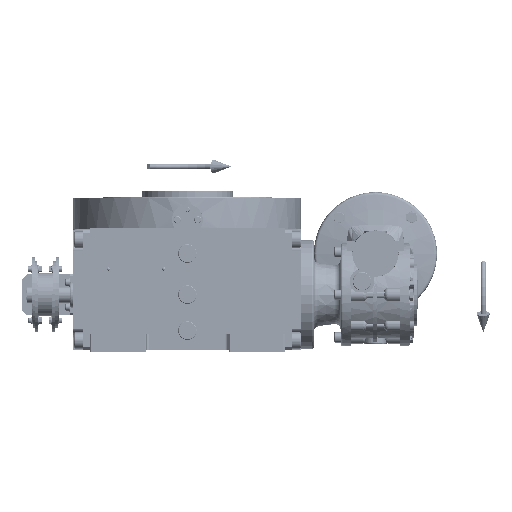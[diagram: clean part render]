
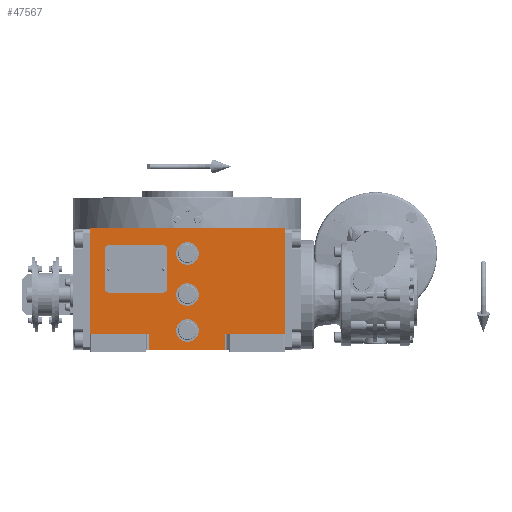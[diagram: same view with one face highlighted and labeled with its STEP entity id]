
A CAD part, top view. The second image highlights one B-rep face of the part: STEP entity #47567.
In plain terms, the highlighted planar face has unit normal (0, 0, 1).
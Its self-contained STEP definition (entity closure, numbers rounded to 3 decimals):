
#1156 = DIRECTION ( 'NONE',  ( 1., 0., 0. ) ) ;
#2475 = DIRECTION ( 'NONE',  ( 0., 0., 1. ) ) ;
#2989 = CARTESIAN_POINT ( 'NONE',  ( -37., -53.5, 163.5 ) ) ;
#5891 = VERTEX_POINT ( 'NONE', #26109 ) ;
#7243 = PLANE ( 'NONE',  #140017 ) ;
#11275 = CARTESIAN_POINT ( 'NONE',  ( 94.5, -38.5, 163.5 ) ) ;
#11772 = ORIENTED_EDGE ( 'NONE', *, *, #47959, .F. ) ;
#16175 = EDGE_CURVE ( 'NONE', #5891, #47855, #31557, .T. ) ;
#16740 = DIRECTION ( 'NONE',  ( 0., 0., 1. ) ) ;
#17864 = VERTEX_POINT ( 'NONE', #95724 ) ;
#18817 = EDGE_CURVE ( 'NONE', #33289, #144252, #143587, .T. ) ;
#20044 = AXIS2_PLACEMENT_3D ( 'NONE', #65269, #152484, #78994 ) ;
#20494 = EDGE_CURVE ( 'NONE', #45413, #17864, #105317, .T. ) ;
#23546 = EDGE_LOOP ( 'NONE', ( #84452, #59980, #153552, #112119, #41767, #121772, #93421, #36712 ) ) ;
#26109 = CARTESIAN_POINT ( 'NONE',  ( -94.5, -38.5, 163.5 ) ) ;
#26998 = ORIENTED_EDGE ( 'NONE', *, *, #20494, .F. ) ;
#27141 = DIRECTION ( 'NONE',  ( 1., 0., 0. ) ) ;
#30503 = CARTESIAN_POINT ( 'NONE',  ( 0., 0., 163.5 ) ) ;
#31557 = LINE ( 'NONE', #154252, #149805 ) ;
#32105 = CARTESIAN_POINT ( 'NONE',  ( -37., -38.5, 163.5 ) ) ;
#32188 = VECTOR ( 'NONE', #147710, 1000. ) ;
#32292 = FACE_OUTER_BOUND ( 'NONE', #23546, .T. ) ;
#33289 = VERTEX_POINT ( 'NONE', #116936 ) ;
#33513 = CIRCLE ( 'NONE', #123745, 11. ) ;
#34032 = CARTESIAN_POINT ( 'NONE',  ( -37., -53.5, 163.5 ) ) ;
#35201 = EDGE_CURVE ( 'NONE', #5891, #119939, #136808, .T. ) ;
#36712 = ORIENTED_EDGE ( 'NONE', *, *, #52545, .F. ) ;
#38078 = AXIS2_PLACEMENT_3D ( 'NONE', #30503, #119261, #154794 ) ;
#39695 = CARTESIAN_POINT ( 'NONE',  ( 37., -38.5, 163.5 ) ) ;
#40939 = DIRECTION ( 'NONE',  ( 0., 1., 0. ) ) ;
#41767 = ORIENTED_EDGE ( 'NONE', *, *, #87071, .F. ) ;
#44559 = EDGE_LOOP ( 'NONE', ( #11772, #71059 ) ) ;
#45413 = VERTEX_POINT ( 'NONE', #49870 ) ;
#46753 = CARTESIAN_POINT ( 'NONE',  ( -94.5, -53.5, 163.5 ) ) ;
#47567 = ADVANCED_FACE ( 'NONE', ( #68592, #107336, #117856, #32292 ), #7243, .T. ) ;
#47573 = VECTOR ( 'NONE', #27141, 1000. ) ;
#47855 = VERTEX_POINT ( 'NONE', #32105 ) ;
#47959 = EDGE_CURVE ( 'NONE', #144252, #33289, #68972, .T. ) ;
#49262 = DIRECTION ( 'NONE',  ( -1., 0., 0. ) ) ;
#49870 = CARTESIAN_POINT ( 'NONE',  ( -11., -35., 163.5 ) ) ;
#51192 = DIRECTION ( 'NONE',  ( 0., 0., 1. ) ) ;
#51994 = CARTESIAN_POINT ( 'NONE',  ( 0., 40., 163.5 ) ) ;
#52545 = EDGE_CURVE ( 'NONE', #151348, #47855, #64342, .T. ) ;
#52957 = DIRECTION ( 'NONE',  ( 1., 0., 0. ) ) ;
#53136 = CARTESIAN_POINT ( 'NONE',  ( 11., 40., 163.5 ) ) ;
#53880 = ORIENTED_EDGE ( 'NONE', *, *, #122360, .F. ) ;
#58177 = CARTESIAN_POINT ( 'NONE',  ( 11., 0., 163.5 ) ) ;
#59980 = ORIENTED_EDGE ( 'NONE', *, *, #109088, .F. ) ;
#62387 = EDGE_LOOP ( 'NONE', ( #107187, #26998 ) ) ;
#64342 = LINE ( 'NONE', #2989, #67112 ) ;
#64655 = CARTESIAN_POINT ( 'NONE',  ( -94.5, 64.5, 163.5 ) ) ;
#65269 = CARTESIAN_POINT ( 'NONE',  ( 0., -35., 163.5 ) ) ;
#65782 = VECTOR ( 'NONE', #91378, 1000. ) ;
#66349 = VECTOR ( 'NONE', #52957, 1000. ) ;
#66822 = AXIS2_PLACEMENT_3D ( 'NONE', #51994, #51192, #1156 ) ;
#67112 = VECTOR ( 'NONE', #40939, 1000. ) ;
#67801 = DIRECTION ( 'NONE',  ( 1., 0., 0. ) ) ;
#68592 = FACE_BOUND ( 'NONE', #44559, .T. ) ;
#68972 = CIRCLE ( 'NONE', #38078, 11. ) ;
#71059 = ORIENTED_EDGE ( 'NONE', *, *, #18817, .F. ) ;
#75328 = VERTEX_POINT ( 'NONE', #96447 ) ;
#77262 = VECTOR ( 'NONE', #88944, 1000. ) ;
#78046 = EDGE_CURVE ( 'NONE', #151348, #75328, #101407, .T. ) ;
#78994 = DIRECTION ( 'NONE',  ( 1., 0., 0. ) ) ;
#79614 = CIRCLE ( 'NONE', #66822, 11. ) ;
#79693 = EDGE_CURVE ( 'NONE', #122787, #157177, #79614, .T. ) ;
#80761 = DIRECTION ( 'NONE',  ( 1., 0., 0. ) ) ;
#84452 = ORIENTED_EDGE ( 'NONE', *, *, #78046, .T. ) ;
#86126 = LINE ( 'NONE', #88520, #47573 ) ;
#87071 = EDGE_CURVE ( 'NONE', #119939, #121099, #86126, .T. ) ;
#88520 = CARTESIAN_POINT ( 'NONE',  ( -94.5, 64.5, 163.5 ) ) ;
#88944 = DIRECTION ( 'NONE',  ( 0., -1., 0. ) ) ;
#88978 = LINE ( 'NONE', #138243, #65782 ) ;
#89036 = ORIENTED_EDGE ( 'NONE', *, *, #79693, .F. ) ;
#91378 = DIRECTION ( 'NONE',  ( 1., 0., 0. ) ) ;
#92018 = VECTOR ( 'NONE', #100451, 1000. ) ;
#93421 = ORIENTED_EDGE ( 'NONE', *, *, #16175, .T. ) ;
#94619 = CARTESIAN_POINT ( 'NONE',  ( 94.5, 64.5, 163.5 ) ) ;
#95724 = CARTESIAN_POINT ( 'NONE',  ( 11., -35., 163.5 ) ) ;
#96447 = CARTESIAN_POINT ( 'NONE',  ( 37., -53.5, 163.5 ) ) ;
#98436 = LINE ( 'NONE', #11275, #32188 ) ;
#100451 = DIRECTION ( 'NONE',  ( 0., 1., 0. ) ) ;
#101407 = LINE ( 'NONE', #149063, #66349 ) ;
#102180 = EDGE_LOOP ( 'NONE', ( #89036, #53880 ) ) ;
#103046 = EDGE_CURVE ( 'NONE', #105251, #111868, #88978, .T. ) ;
#105251 = VERTEX_POINT ( 'NONE', #137164 ) ;
#105317 = CIRCLE ( 'NONE', #112988, 11. ) ;
#107187 = ORIENTED_EDGE ( 'NONE', *, *, #143364, .F. ) ;
#107336 = FACE_BOUND ( 'NONE', #62387, .T. ) ;
#109088 = EDGE_CURVE ( 'NONE', #105251, #75328, #113157, .T. ) ;
#111868 = VERTEX_POINT ( 'NONE', #152160 ) ;
#112119 = ORIENTED_EDGE ( 'NONE', *, *, #113396, .T. ) ;
#112988 = AXIS2_PLACEMENT_3D ( 'NONE', #113619, #16740, #151561 ) ;
#113157 = LINE ( 'NONE', #39695, #77262 ) ;
#113396 = EDGE_CURVE ( 'NONE', #111868, #121099, #98436, .T. ) ;
#113619 = CARTESIAN_POINT ( 'NONE',  ( 0., -35., 163.5 ) ) ;
#116936 = CARTESIAN_POINT ( 'NONE',  ( -11., 0., 163.5 ) ) ;
#117856 = FACE_BOUND ( 'NONE', #102180, .T. ) ;
#119261 = DIRECTION ( 'NONE',  ( 0., 0., 1. ) ) ;
#119939 = VERTEX_POINT ( 'NONE', #64655 ) ;
#121099 = VERTEX_POINT ( 'NONE', #94619 ) ;
#121772 = ORIENTED_EDGE ( 'NONE', *, *, #35201, .F. ) ;
#122360 = EDGE_CURVE ( 'NONE', #157177, #122787, #33513, .T. ) ;
#122787 = VERTEX_POINT ( 'NONE', #53136 ) ;
#123745 = AXIS2_PLACEMENT_3D ( 'NONE', #150220, #2475, #137330 ) ;
#125489 = CARTESIAN_POINT ( 'NONE',  ( -94.5, -38.5, 163.5 ) ) ;
#136808 = LINE ( 'NONE', #125489, #92018 ) ;
#137164 = CARTESIAN_POINT ( 'NONE',  ( 37., -38.5, 163.5 ) ) ;
#137330 = DIRECTION ( 'NONE',  ( -1., 0., 0. ) ) ;
#138243 = CARTESIAN_POINT ( 'NONE',  ( 37., -38.5, 163.5 ) ) ;
#140017 = AXIS2_PLACEMENT_3D ( 'NONE', #46753, #154984, #67801 ) ;
#140357 = CARTESIAN_POINT ( 'NONE',  ( -11., 40., 163.5 ) ) ;
#140937 = AXIS2_PLACEMENT_3D ( 'NONE', #158306, #157506, #49262 ) ;
#141322 = CIRCLE ( 'NONE', #20044, 11. ) ;
#143364 = EDGE_CURVE ( 'NONE', #17864, #45413, #141322, .T. ) ;
#143587 = CIRCLE ( 'NONE', #140937, 11. ) ;
#144252 = VERTEX_POINT ( 'NONE', #58177 ) ;
#147710 = DIRECTION ( 'NONE',  ( 0., 1., 0. ) ) ;
#149063 = CARTESIAN_POINT ( 'NONE',  ( -37., -53.5, 163.5 ) ) ;
#149805 = VECTOR ( 'NONE', #80761, 1000. ) ;
#150220 = CARTESIAN_POINT ( 'NONE',  ( 0., 40., 163.5 ) ) ;
#151348 = VERTEX_POINT ( 'NONE', #34032 ) ;
#151561 = DIRECTION ( 'NONE',  ( -1., 0., 0. ) ) ;
#152160 = CARTESIAN_POINT ( 'NONE',  ( 94.5, -38.5, 163.5 ) ) ;
#152484 = DIRECTION ( 'NONE',  ( 0., 0., 1. ) ) ;
#153552 = ORIENTED_EDGE ( 'NONE', *, *, #103046, .T. ) ;
#154252 = CARTESIAN_POINT ( 'NONE',  ( -94.5, -38.5, 163.5 ) ) ;
#154794 = DIRECTION ( 'NONE',  ( 1., 0., 0. ) ) ;
#154984 = DIRECTION ( 'NONE',  ( 0., 0., 1. ) ) ;
#157177 = VERTEX_POINT ( 'NONE', #140357 ) ;
#157506 = DIRECTION ( 'NONE',  ( 0., 0., 1. ) ) ;
#158306 = CARTESIAN_POINT ( 'NONE',  ( 0., 0., 163.5 ) ) ;
